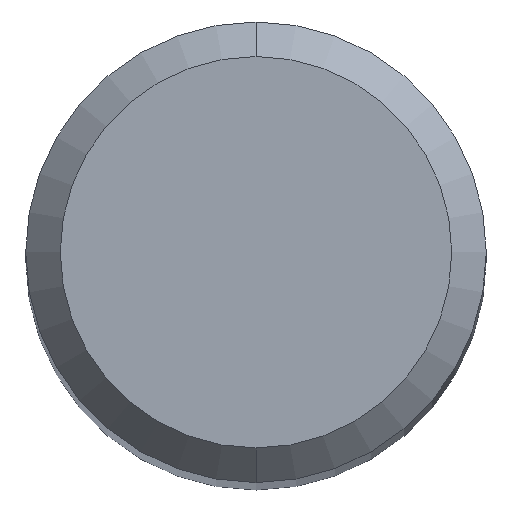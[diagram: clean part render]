
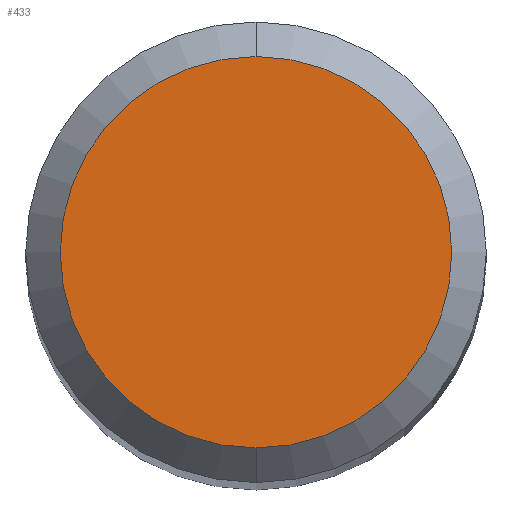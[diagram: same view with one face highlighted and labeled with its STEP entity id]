
A CAD part, top view. The second image highlights one B-rep face of the part: STEP entity #433.
In plain terms, the highlighted planar face has unit normal (0, 0, 1).
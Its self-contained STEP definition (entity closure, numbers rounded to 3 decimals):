
#433=ADVANCED_FACE('',(#1121),#1122,.T.);
#499=VERTEX_POINT('',#1196);
#609=EDGE_CURVE('',#499,#895,#1311,.T.);
#765=EDGE_CURVE('',#895,#499,#1482,.T.);
#895=VERTEX_POINT('',#1622);
#1121=FACE_OUTER_BOUND('',#2213,.T.);
#1122=PLANE('',#2214);
#1196=CARTESIAN_POINT('',(0.,-1.7,0.0));
#1311=CIRCLE('',#3209,1.7);
#1482=CIRCLE('',#4207,1.7);
#1622=CARTESIAN_POINT('',(0.0,1.7,0.0));
#2213=EDGE_LOOP('',(#5632,#5633));
#2214=AXIS2_PLACEMENT_3D('',#5634,#5635,#5636);
#3209=AXIS2_PLACEMENT_3D('',#5838,#5839,#5840);
#4207=AXIS2_PLACEMENT_3D('',#5991,#5992,#5993);
#5632=ORIENTED_EDGE('',*,*,#765,.F.);
#5633=ORIENTED_EDGE('',*,*,#609,.F.);
#5634=CARTESIAN_POINT('',(0.0,0.85,0.0));
#5635=DIRECTION('',(-0.0,0.0,1.0));
#5636=DIRECTION('',(0.0,-1.0,0.0));
#5838=CARTESIAN_POINT('',(0.0,0.0,0.0));
#5839=DIRECTION('',(0.0,0.0,-1.0));
#5840=DIRECTION('',(0.0,1.0,0.0));
#5991=CARTESIAN_POINT('',(0.0,0.0,0.0));
#5992=DIRECTION('',(0.0,0.0,-1.0));
#5993=DIRECTION('',(0.0,1.0,0.0));
